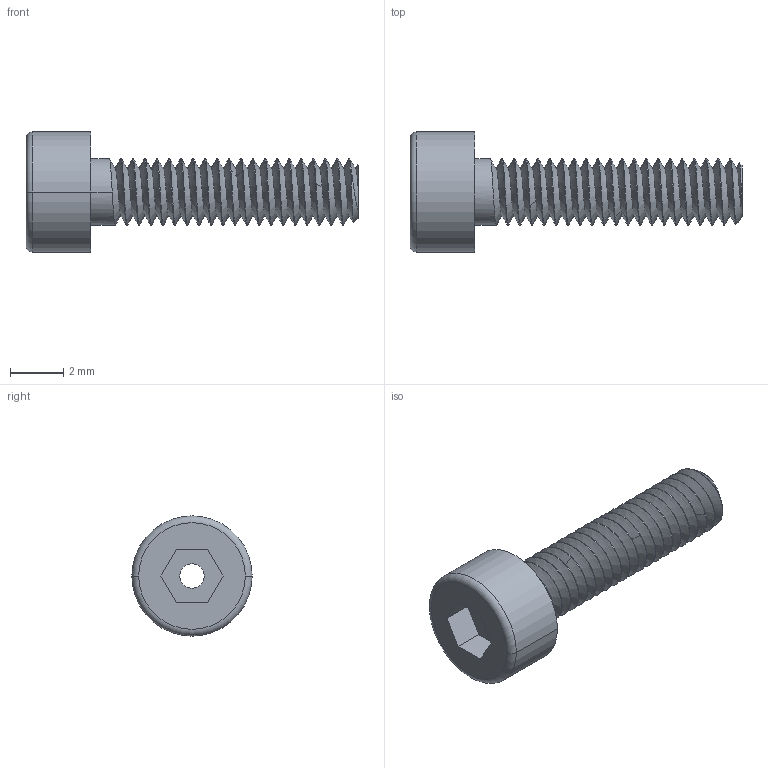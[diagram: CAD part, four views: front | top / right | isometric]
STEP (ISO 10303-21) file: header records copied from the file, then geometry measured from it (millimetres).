
FILE_DESCRIPTION((''),'2;1');
FILE_NAME('MC-254','2018-04-26T',('SYSTEM'),(''),'PRO/ENGINEER BY PARAMETRIC TECHNOLOGY CORPORATION, 2016360','PRO/ENGINEER BY PARAMETRIC TECHNOLOGY CORPORATION, 2016360','');
FILE_SCHEMA(('AUTOMOTIVE_DESIGN { 1 0 10303 214 1 1 1 1 }'));
Length unit declared in the file: millimetre
Products named in the file (1): MC-254
Bounding box: 12.43 x 4.5 x 4.5 mm (x, y, z)
Volume: 64.6 mm3; surface area: 228.8 mm2
Topology: 1 solids, 1 shells, 70 faces, 191 edges, 125 vertices
Faces by surface type: cylinder 44, bspline 12, plane 11, torus 2, cone 1
Entity records: 6030 total; most frequent: CARTESIAN_POINT 4327, ORIENTED_EDGE 382, DIRECTION 223, EDGE_CURVE 191, VERTEX_POINT 125, B_SPLINE_CURVE_WITH_KNOTS 100, VECTOR 75, LINE 75
